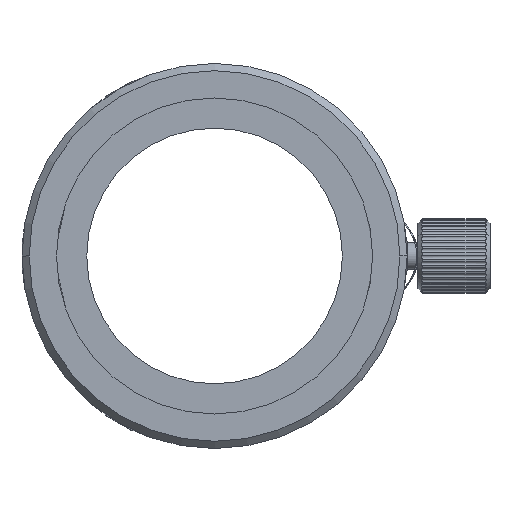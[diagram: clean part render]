
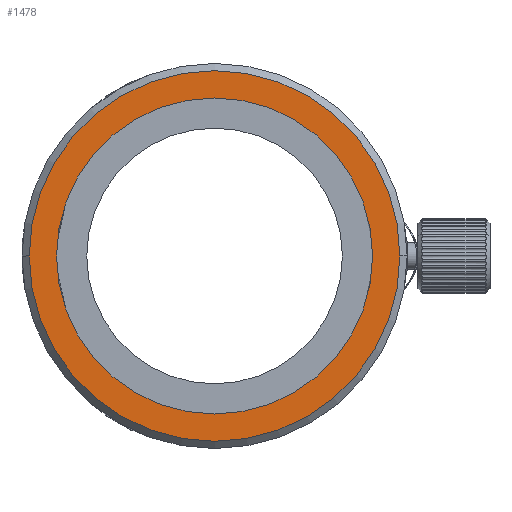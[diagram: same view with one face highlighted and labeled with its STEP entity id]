
A CAD part, left-side view. The second image highlights one B-rep face of the part: STEP entity #1478.
In plain terms, the highlighted planar face has unit normal (-1, 0, 0).
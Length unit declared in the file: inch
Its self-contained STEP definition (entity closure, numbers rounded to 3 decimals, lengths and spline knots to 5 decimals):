
#296=CARTESIAN_POINT('',(0.0,-0.77,0.));
#297=VERTEX_POINT('',#296);
#306=CARTESIAN_POINT('',(0.0,0.77,0.));
#307=VERTEX_POINT('',#306);
#308=CARTESIAN_POINT('',(0.0,0.0,0.0));
#309=DIRECTION('',(1.0,0.0,0.0));
#310=DIRECTION('',(0.0,-1.0,0.0));
#311=AXIS2_PLACEMENT_3D('',#308,#309,#310);
#312=CIRCLE('',#311,0.77);
#313=EDGE_CURVE('',#297,#307,#312,.T.);
#799=CARTESIAN_POINT('',(0.0,0.6565,0.0));
#800=VERTEX_POINT('',#799);
#809=CARTESIAN_POINT('',(0.0,-0.6565,0.));
#810=VERTEX_POINT('',#809);
#811=CARTESIAN_POINT('',(0.0,0.0,0.0));
#812=DIRECTION('',(1.0,0.0,0.0));
#813=DIRECTION('',(0.0,1.0,0.0));
#814=AXIS2_PLACEMENT_3D('',#811,#812,#813);
#815=CIRCLE('',#814,0.6565);
#816=EDGE_CURVE('',#810,#800,#815,.T.);
#1198=CARTESIAN_POINT('',(0.0,0.0,0.0));
#1199=DIRECTION('',(1.0,0.0,0.0));
#1200=DIRECTION('',(0.0,1.0,0.0));
#1201=AXIS2_PLACEMENT_3D('',#1198,#1199,#1200);
#1202=CIRCLE('',#1201,0.6565);
#1203=EDGE_CURVE('',#800,#810,#1202,.T.);
#1455=CARTESIAN_POINT('',(0.0,0.0,0.0));
#1456=DIRECTION('',(1.0,0.0,0.0));
#1457=DIRECTION('',(0.0,-1.0,0.0));
#1458=AXIS2_PLACEMENT_3D('',#1455,#1456,#1457);
#1459=CIRCLE('',#1458,0.77);
#1460=EDGE_CURVE('',#307,#297,#1459,.T.);
#1465=CARTESIAN_POINT('',(0.,0.72825,0.0));
#1466=DIRECTION('',(-1.0,0.0,0.0));
#1467=DIRECTION('',(0.0,0.0,1.0));
#1468=AXIS2_PLACEMENT_3D('',#1465,#1466,#1467);
#1469=PLANE('',#1468);
#1470=ORIENTED_EDGE('',*,*,#1460,.F.);
#1471=ORIENTED_EDGE('',*,*,#313,.F.);
#1472=EDGE_LOOP('',(#1470,#1471));
#1473=FACE_OUTER_BOUND('',#1472,.T.);
#1474=ORIENTED_EDGE('',*,*,#1203,.T.);
#1475=ORIENTED_EDGE('',*,*,#816,.T.);
#1476=EDGE_LOOP('',(#1474,#1475));
#1477=FACE_BOUND('',#1476,.T.);
#1478=ADVANCED_FACE('',(#1473,#1477),#1469,.T.);
